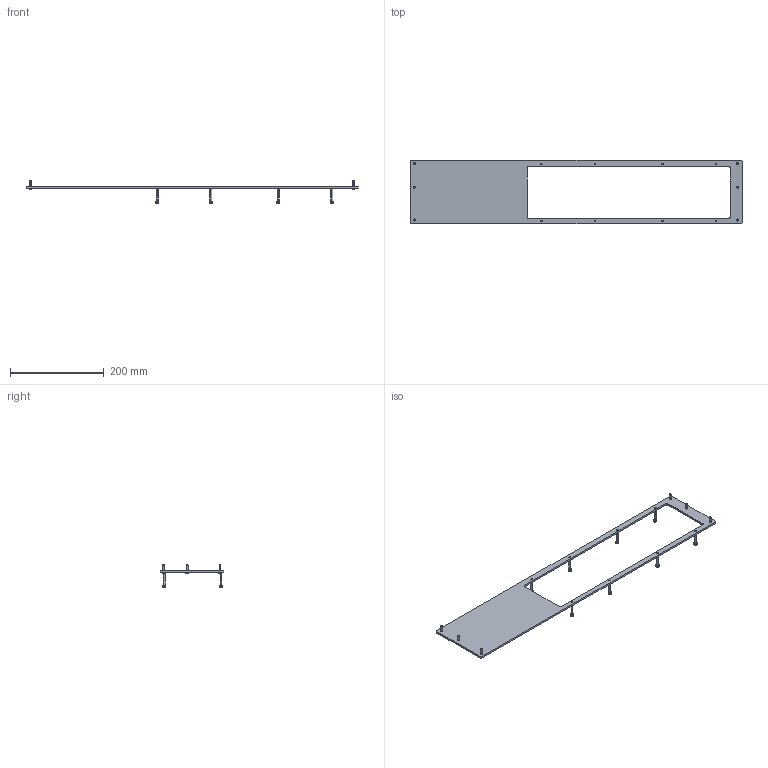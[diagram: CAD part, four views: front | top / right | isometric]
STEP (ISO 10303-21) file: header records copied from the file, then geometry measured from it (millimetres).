
FILE_DESCRIPTION (( 'STEP AP214' ), '1' );
FILE_NAME ('INGUN_114026.STEP', '2024-03-12T11:02:55', ( '' ), ( '' ), 'SwSTEP 2.0', 'SolidWorks 2021', '' );
FILE_SCHEMA (( 'AUTOMOTIVE_DESIGN' ));
Length unit declared in the file: millimetre
Products named in the file (4): 114027~1; INGUN_114026; ISO7380~n_M04,0x016; DIN912~n_M04,0x030
Assembly tree (15 placements, depth 2):
  INGUN_114026
    114027~1
    ISO7380~n_M04,0x016  x6
    DIN912~n_M04,0x030  x8
Bounding box: 707 x 135.5 x 47 mm (x, y, z)
Volume: 196377 mm3; surface area: 113565 mm2
Topology: 15 solids, 15 shells, 452 faces, 1126 edges, 732 vertices
Faces by surface type: cylinder 326, plane 70, cone 44, torus 12
Entity records: 3778 total; most frequent: DIRECTION 676, CARTESIAN_POINT 576, ORIENTED_EDGE 548, AXIS2_PLACEMENT_3D 280, EDGE_CURVE 274, VERTEX_POINT 180, CIRCLE 158, EDGE_LOOP 138
